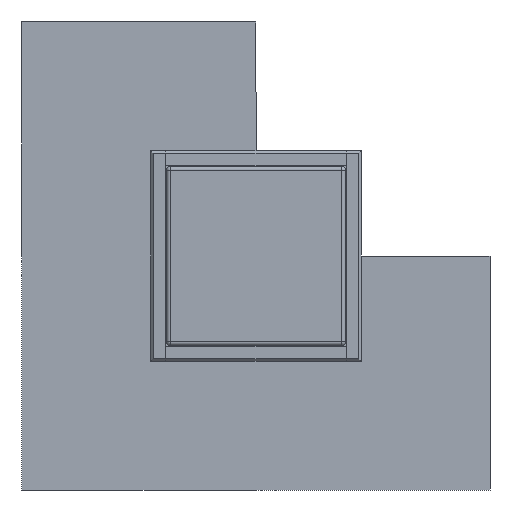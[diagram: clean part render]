
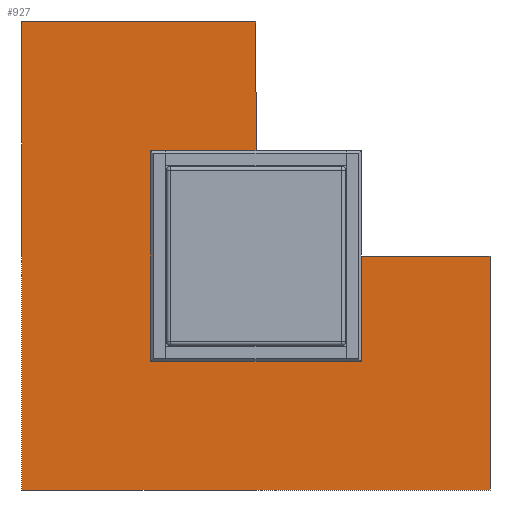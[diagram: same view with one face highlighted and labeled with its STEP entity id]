
A CAD part, front view. The second image highlights one B-rep face of the part: STEP entity #927.
In plain terms, the highlighted planar face has unit normal (0, -1, 0).
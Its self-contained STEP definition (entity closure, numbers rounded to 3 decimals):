
#927 = ADVANCED_FACE( '', ( #1964 ), #1965, .F. );
#1964 = FACE_OUTER_BOUND( '', #3307, .T. );
#1965 = PLANE( '', #3308 );
#3307 = EDGE_LOOP( '', ( #5664, #5665, #5666, #5667, #5668, #5669, #5670 ) );
#3308 = AXIS2_PLACEMENT_3D( '', #5671, #5672, #5673 );
#5664 = ORIENTED_EDGE( '', *, *, #8505, .T. );
#5665 = ORIENTED_EDGE( '', *, *, #8506, .T. );
#5666 = ORIENTED_EDGE( '', *, *, #8507, .T. );
#5667 = ORIENTED_EDGE( '', *, *, #8508, .T. );
#5668 = ORIENTED_EDGE( '', *, *, #7772, .T. );
#5669 = ORIENTED_EDGE( '', *, *, #7865, .T. );
#5670 = ORIENTED_EDGE( '', *, *, #8509, .T. );
#5671 = CARTESIAN_POINT( '', ( 0., 0., 0. ) );
#5672 = DIRECTION( '', ( 0., 1., 0. ) );
#5673 = DIRECTION( '', ( 0., 0., 1. ) );
#7772 = EDGE_CURVE( '', #9391, #9392, #9393, .T. );
#7865 = EDGE_CURVE( '', #9392, #9552, #9553, .T. );
#8505 = EDGE_CURVE( '', #10576, #10577, #10578, .T. );
#8506 = EDGE_CURVE( '', #10577, #10579, #10580, .T. );
#8507 = EDGE_CURVE( '', #10579, #10581, #10582, .T. );
#8508 = EDGE_CURVE( '', #10581, #9391, #10583, .T. );
#8509 = EDGE_CURVE( '', #9552, #10576, #10584, .T. );
#9391 = VERTEX_POINT( '', #11574 );
#9392 = VERTEX_POINT( '', #11575 );
#9393 = LINE( '', #11576, #11577 );
#9552 = VERTEX_POINT( '', #11830 );
#9553 = LINE( '', #11831, #11832 );
#10576 = VERTEX_POINT( '', #13310 );
#10577 = VERTEX_POINT( '', #13311 );
#10578 = CIRCLE( '', #13312, 8. );
#10579 = VERTEX_POINT( '', #13313 );
#10580 = LINE( '', #13314, #13315 );
#10581 = VERTEX_POINT( '', #13316 );
#10582 = LINE( '', #13317, #13318 );
#10583 = LINE( '', #13319, #13320 );
#10584 = LINE( '', #13321, #13322 );
#11574 = CARTESIAN_POINT( '', ( -20., 0., -20. ) );
#11575 = CARTESIAN_POINT( '', ( 20., 0., -20. ) );
#11576 = CARTESIAN_POINT( '', ( -20., 0., -20. ) );
#11577 = VECTOR( '', #14435, 1000. );
#11830 = CARTESIAN_POINT( '', ( 20., 0., 0. ) );
#11831 = CARTESIAN_POINT( '', ( 20., 0., -20. ) );
#11832 = VECTOR( '', #14528, 1000. );
#13310 = CARTESIAN_POINT( '', ( 8., 0., 0. ) );
#13311 = CARTESIAN_POINT( '', ( 0., 0., 8. ) );
#13312 = AXIS2_PLACEMENT_3D( '', #15289, #15290, #15291 );
#13313 = CARTESIAN_POINT( '', ( 0., 0., 20. ) );
#13314 = CARTESIAN_POINT( '', ( 0., 0., 8. ) );
#13315 = VECTOR( '', #15292, 1000. );
#13316 = CARTESIAN_POINT( '', ( -20., 0., 20. ) );
#13317 = CARTESIAN_POINT( '', ( 0., 0., 20. ) );
#13318 = VECTOR( '', #15293, 1000. );
#13319 = CARTESIAN_POINT( '', ( -20., 0., 20. ) );
#13320 = VECTOR( '', #15294, 1000. );
#13321 = CARTESIAN_POINT( '', ( 20., 0., 0. ) );
#13322 = VECTOR( '', #15295, 1000. );
#14435 = DIRECTION( '', ( 1., 0., 0. ) );
#14528 = DIRECTION( '', ( 0., 0., 1. ) );
#15289 = CARTESIAN_POINT( '', ( 0., 0., 0. ) );
#15290 = DIRECTION( '', ( 0., 1., 0. ) );
#15291 = DIRECTION( '', ( 1., 0., 0. ) );
#15292 = DIRECTION( '', ( 0., 0., 1. ) );
#15293 = DIRECTION( '', ( -1., 0., 0. ) );
#15294 = DIRECTION( '', ( 0., 0., -1. ) );
#15295 = DIRECTION( '', ( -1., 0., 0. ) );
